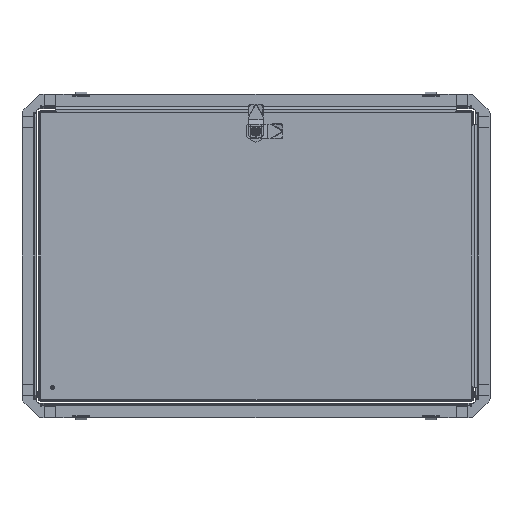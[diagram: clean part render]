
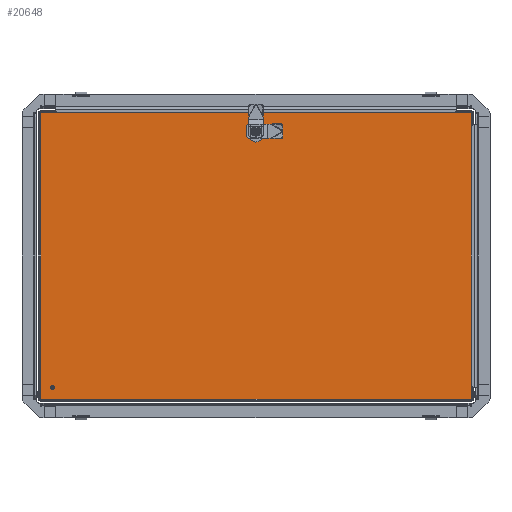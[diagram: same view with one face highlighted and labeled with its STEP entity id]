
A CAD part, front view. The second image highlights one B-rep face of the part: STEP entity #20648.
In plain terms, the highlighted face is planar.
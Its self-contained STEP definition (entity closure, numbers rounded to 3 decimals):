
#78 = DIRECTION ( 'NONE',  ( 0., 0., -1. ) ) ;
#79 = VERTEX_POINT ( 'NONE', #13969 ) ;
#91 = DIRECTION ( 'NONE',  ( 1., 0., 0. ) ) ;
#110 = EDGE_CURVE ( 'NONE', #678, #79, #25580, .T. ) ;
#218 = DIRECTION ( 'NONE',  ( 0., 0., 1. ) ) ;
#452 = ORIENTED_EDGE ( 'NONE', *, *, #28577, .T. ) ;
#565 = FACE_BOUND ( 'NONE', #7443, .T. ) ;
#678 = VERTEX_POINT ( 'NONE', #10353 ) ;
#716 = CIRCLE ( 'NONE', #19220, 3. ) ;
#748 = ORIENTED_EDGE ( 'NONE', *, *, #20645, .T. ) ;
#1134 = CIRCLE ( 'NONE', #28095, 11.25 ) ;
#1275 = LINE ( 'NONE', #11362, #30287 ) ;
#2348 = VERTEX_POINT ( 'NONE', #13815 ) ;
#2446 = ORIENTED_EDGE ( 'NONE', *, *, #11122, .T. ) ;
#2786 = VERTEX_POINT ( 'NONE', #19468 ) ;
#3363 = VERTEX_POINT ( 'NONE', #27379 ) ;
#3484 = CARTESIAN_POINT ( 'NONE',  ( 182.8, -5.056, -2. ) ) ;
#3857 = EDGE_LOOP ( 'NONE', ( #26636, #10838 ) ) ;
#4314 = CARTESIAN_POINT ( 'NONE',  ( 198.75, -298.5, -2. ) ) ;
#4815 = EDGE_CURVE ( 'NONE', #24187, #18468, #25029, .T. ) ;
#5065 = CARTESIAN_POINT ( 'NONE',  ( 0., 298.5, -2. ) ) ;
#5082 = LINE ( 'NONE', #16475, #15379 ) ;
#5594 = CARTESIAN_POINT ( 'NONE',  ( -198.75, -298.5, -2. ) ) ;
#5823 = DIRECTION ( 'NONE',  ( 0., 1., 0. ) ) ;
#6004 = DIRECTION ( 'NONE',  ( 1., 0., 0. ) ) ;
#6275 = VECTOR ( 'NONE', #10343, 1000. ) ;
#6308 = AXIS2_PLACEMENT_3D ( 'NONE', #28040, #218, #6004 ) ;
#6830 = CIRCLE ( 'NONE', #6308, 11.25 ) ;
#7443 = EDGE_LOOP ( 'NONE', ( #11517, #2446, #15806, #748, #12056, #30607, #15818, #32331 ) ) ;
#7524 = CARTESIAN_POINT ( 'NONE',  ( 167.694, 10.05, -2. ) ) ;
#7695 = LINE ( 'NONE', #3484, #25473 ) ;
#8196 = FACE_OUTER_BOUND ( 'NONE', #18743, .T. ) ;
#8220 = CARTESIAN_POINT ( 'NONE',  ( 172.75, 0., -2. ) ) ;
#8595 = EDGE_CURVE ( 'NONE', #2348, #27978, #6830, .T. ) ;
#9020 = CARTESIAN_POINT ( 'NONE',  ( 198.75, 0., -2. ) ) ;
#10089 = VERTEX_POINT ( 'NONE', #30123 ) ;
#10176 = LINE ( 'NONE', #7524, #6275 ) ;
#10343 = DIRECTION ( 'NONE',  ( -1., 0., 0. ) ) ;
#10353 = CARTESIAN_POINT ( 'NONE',  ( -179.25, -282., -2. ) ) ;
#10361 = DIRECTION ( 'NONE',  ( 0., 0., 1. ) ) ;
#10710 = EDGE_CURVE ( 'NONE', #29856, #3363, #5082, .T. ) ;
#10838 = ORIENTED_EDGE ( 'NONE', *, *, #110, .T. ) ;
#11122 = EDGE_CURVE ( 'NONE', #27978, #17925, #7695, .T. ) ;
#11362 = CARTESIAN_POINT ( 'NONE',  ( 167.694, -10.05, -2. ) ) ;
#11517 = ORIENTED_EDGE ( 'NONE', *, *, #8595, .T. ) ;
#11630 = EDGE_CURVE ( 'NONE', #3363, #24187, #32241, .T. ) ;
#11790 = DIRECTION ( 'NONE',  ( 0., 0., 1. ) ) ;
#11960 = DIRECTION ( 'NONE',  ( 1., 0., 0. ) ) ;
#12056 = ORIENTED_EDGE ( 'NONE', *, *, #17138, .T. ) ;
#12277 = CARTESIAN_POINT ( 'NONE',  ( 172.75, 0., -2. ) ) ;
#12941 = DIRECTION ( 'NONE',  ( 0., 0., 1. ) ) ;
#13111 = DIRECTION ( 'NONE',  ( 0., -1., 0. ) ) ;
#13295 = PLANE ( 'NONE',  #16327 ) ;
#13525 = CARTESIAN_POINT ( 'NONE',  ( 167.694, -10.05, -2. ) ) ;
#13815 = CARTESIAN_POINT ( 'NONE',  ( 177.806, -10.05, -2. ) ) ;
#13969 = CARTESIAN_POINT ( 'NONE',  ( -185.25, -282., -2. ) ) ;
#15189 = VERTEX_POINT ( 'NONE', #23365 ) ;
#15379 = VECTOR ( 'NONE', #18643, 1000. ) ;
#15433 = CARTESIAN_POINT ( 'NONE',  ( 172.75, 0., -2. ) ) ;
#15468 = CARTESIAN_POINT ( 'NONE',  ( 198.75, 298.5, -2. ) ) ;
#15806 = ORIENTED_EDGE ( 'NONE', *, *, #21020, .T. ) ;
#15818 = ORIENTED_EDGE ( 'NONE', *, *, #31722, .T. ) ;
#16111 = DIRECTION ( 'NONE',  ( -1., 0., 0. ) ) ;
#16297 = CARTESIAN_POINT ( 'NONE',  ( 182.8, 5.056, -2. ) ) ;
#16327 = AXIS2_PLACEMENT_3D ( 'NONE', #23428, #78, #22786 ) ;
#16475 = CARTESIAN_POINT ( 'NONE',  ( -198.75, 0., -2. ) ) ;
#17094 = CARTESIAN_POINT ( 'NONE',  ( 182.8, -5.056, -2. ) ) ;
#17138 = EDGE_CURVE ( 'NONE', #15189, #10089, #1134, .T. ) ;
#17630 = FACE_BOUND ( 'NONE', #3857, .T. ) ;
#17925 = VERTEX_POINT ( 'NONE', #16297 ) ;
#17940 = AXIS2_PLACEMENT_3D ( 'NONE', #12277, #11790, #11960 ) ;
#18262 = EDGE_CURVE ( 'NONE', #10089, #2786, #25883, .T. ) ;
#18468 = VERTEX_POINT ( 'NONE', #4314 ) ;
#18600 = DIRECTION ( 'NONE',  ( 0., 0., 1. ) ) ;
#18643 = DIRECTION ( 'NONE',  ( 0., 1., 0. ) ) ;
#18743 = EDGE_LOOP ( 'NONE', ( #26728, #25067, #31771, #452 ) ) ;
#19220 = AXIS2_PLACEMENT_3D ( 'NONE', #25611, #18600, #16111 ) ;
#19285 = DIRECTION ( 'NONE',  ( 0., -1., 0. ) ) ;
#19468 = CARTESIAN_POINT ( 'NONE',  ( 162.7, -5.056, -2. ) ) ;
#19790 = AXIS2_PLACEMENT_3D ( 'NONE', #15433, #12941, #23081 ) ;
#19884 = VECTOR ( 'NONE', #21086, 1000. ) ;
#20085 = CARTESIAN_POINT ( 'NONE',  ( 177.806, 10.05, -2. ) ) ;
#20645 = EDGE_CURVE ( 'NONE', #21111, #15189, #10176, .T. ) ;
#20648 = ADVANCED_FACE ( 'NONE', ( #8196, #565, #17630 ), #13295, .T. ) ;
#20875 = CIRCLE ( 'NONE', #19790, 11.25 ) ;
#21020 = EDGE_CURVE ( 'NONE', #17925, #21111, #21657, .T. ) ;
#21086 = DIRECTION ( 'NONE',  ( -1., 0., 0. ) ) ;
#21111 = VERTEX_POINT ( 'NONE', #20085 ) ;
#21657 = CIRCLE ( 'NONE', #17940, 11.25 ) ;
#22786 = DIRECTION ( 'NONE',  ( -1., 0., 0. ) ) ;
#23081 = DIRECTION ( 'NONE',  ( 1., 0., 0. ) ) ;
#23365 = CARTESIAN_POINT ( 'NONE',  ( 167.694, 10.05, -2. ) ) ;
#23428 = CARTESIAN_POINT ( 'NONE',  ( 0., 0., -2. ) ) ;
#23461 = AXIS2_PLACEMENT_3D ( 'NONE', #24256, #29057, #28561 ) ;
#24187 = VERTEX_POINT ( 'NONE', #15468 ) ;
#24256 = CARTESIAN_POINT ( 'NONE',  ( -182.25, -282., -2. ) ) ;
#25029 = LINE ( 'NONE', #9020, #26835 ) ;
#25067 = ORIENTED_EDGE ( 'NONE', *, *, #11630, .T. ) ;
#25473 = VECTOR ( 'NONE', #5823, 1000. ) ;
#25580 = CIRCLE ( 'NONE', #23461, 3. ) ;
#25611 = CARTESIAN_POINT ( 'NONE',  ( -182.25, -282., -2. ) ) ;
#25883 = LINE ( 'NONE', #28028, #30268 ) ;
#26278 = EDGE_CURVE ( 'NONE', #79, #678, #716, .T. ) ;
#26522 = VECTOR ( 'NONE', #91, 1000. ) ;
#26636 = ORIENTED_EDGE ( 'NONE', *, *, #26278, .T. ) ;
#26665 = LINE ( 'NONE', #28668, #19884 ) ;
#26728 = ORIENTED_EDGE ( 'NONE', *, *, #10710, .T. ) ;
#26835 = VECTOR ( 'NONE', #19285, 1000. ) ;
#27379 = CARTESIAN_POINT ( 'NONE',  ( -198.75, 298.5, -2. ) ) ;
#27978 = VERTEX_POINT ( 'NONE', #17094 ) ;
#28028 = CARTESIAN_POINT ( 'NONE',  ( 162.7, -5.056, -2. ) ) ;
#28040 = CARTESIAN_POINT ( 'NONE',  ( 172.75, 0., -2. ) ) ;
#28095 = AXIS2_PLACEMENT_3D ( 'NONE', #8220, #10361, #30404 ) ;
#28561 = DIRECTION ( 'NONE',  ( -1., 0., 0. ) ) ;
#28577 = EDGE_CURVE ( 'NONE', #18468, #29856, #26665, .T. ) ;
#28668 = CARTESIAN_POINT ( 'NONE',  ( 0., -298.5, -2. ) ) ;
#29057 = DIRECTION ( 'NONE',  ( 0., 0., 1. ) ) ;
#29856 = VERTEX_POINT ( 'NONE', #5594 ) ;
#30062 = VERTEX_POINT ( 'NONE', #13525 ) ;
#30100 = EDGE_CURVE ( 'NONE', #30062, #2348, #1275, .T. ) ;
#30123 = CARTESIAN_POINT ( 'NONE',  ( 162.7, 5.056, -2. ) ) ;
#30268 = VECTOR ( 'NONE', #13111, 1000. ) ;
#30287 = VECTOR ( 'NONE', #31898, 1000. ) ;
#30404 = DIRECTION ( 'NONE',  ( 1., 0., 0. ) ) ;
#30607 = ORIENTED_EDGE ( 'NONE', *, *, #18262, .T. ) ;
#31722 = EDGE_CURVE ( 'NONE', #2786, #30062, #20875, .T. ) ;
#31771 = ORIENTED_EDGE ( 'NONE', *, *, #4815, .T. ) ;
#31898 = DIRECTION ( 'NONE',  ( 1., 0., 0. ) ) ;
#32241 = LINE ( 'NONE', #5065, #26522 ) ;
#32331 = ORIENTED_EDGE ( 'NONE', *, *, #30100, .T. ) ;
